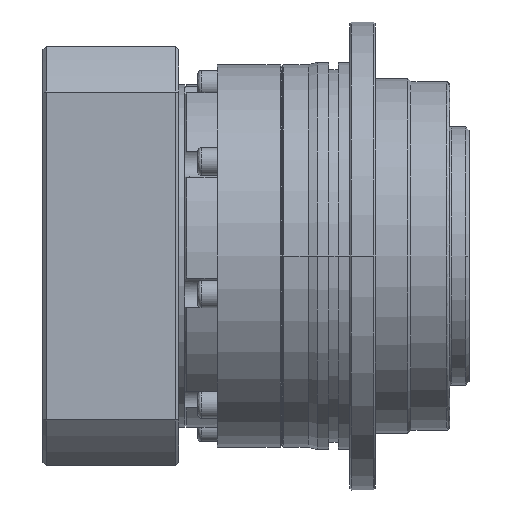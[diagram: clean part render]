
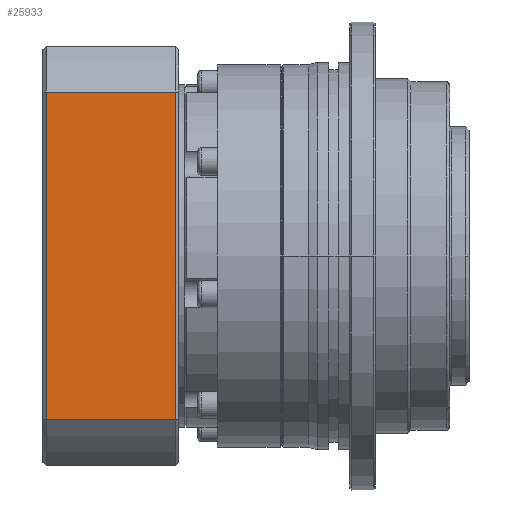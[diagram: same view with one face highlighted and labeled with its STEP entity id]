
A CAD part, front view. The second image highlights one B-rep face of the part: STEP entity #25933.
In plain terms, the highlighted planar face has unit normal (0, -1, 0).
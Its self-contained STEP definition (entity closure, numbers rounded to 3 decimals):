
#423 = EDGE_CURVE ( 'NONE', #23447, #26793, #26350, .T. ) ;
#436 = CARTESIAN_POINT ( 'NONE',  ( -50.806, -65., 0. ) ) ;
#2608 = ORIENTED_EDGE ( 'NONE', *, *, #17173, .F. ) ;
#3253 = VERTEX_POINT ( 'NONE', #14297 ) ;
#3397 = VERTEX_POINT ( 'NONE', #5847 ) ;
#3779 = CARTESIAN_POINT ( 'NONE',  ( -50.806, -65., 6. ) ) ;
#3806 = DIRECTION ( 'NONE',  ( 1., 0., 0. ) ) ;
#3849 = EDGE_CURVE ( 'NONE', #3253, #3397, #7465, .T. ) ;
#4393 = CARTESIAN_POINT ( 'NONE',  ( -25.403, -65., 6. ) ) ;
#4562 = VECTOR ( 'NONE', #26726, 1000. ) ;
#4762 = LINE ( 'NONE', #14144, #10303 ) ;
#5120 = PLANE ( 'NONE',  #16147 ) ;
#5207 = CARTESIAN_POINT ( 'NONE',  ( -50.806, -65., 47. ) ) ;
#5847 = CARTESIAN_POINT ( 'NONE',  ( 50.806, -65., 6. ) ) ;
#7242 = DIRECTION ( 'NONE',  ( -1., 0., 0. ) ) ;
#7465 = LINE ( 'NONE', #15860, #13189 ) ;
#9291 = ORIENTED_EDGE ( 'NONE', *, *, #3849, .F. ) ;
#10303 = VECTOR ( 'NONE', #3806, 1000. ) ;
#12805 = ORIENTED_EDGE ( 'NONE', *, *, #18294, .F. ) ;
#13189 = VECTOR ( 'NONE', #15888, 1000. ) ;
#14144 = CARTESIAN_POINT ( 'NONE',  ( -50.806, -65., 46. ) ) ;
#14297 = CARTESIAN_POINT ( 'NONE',  ( 50.806, -65., 46. ) ) ;
#15860 = CARTESIAN_POINT ( 'NONE',  ( 50.806, -65., 0. ) ) ;
#15888 = DIRECTION ( 'NONE',  ( 0., 0., -1. ) ) ;
#16147 = AXIS2_PLACEMENT_3D ( 'NONE', #5207, #19956, #7242 ) ;
#16863 = CARTESIAN_POINT ( 'NONE',  ( -50.806, -65., 46. ) ) ;
#17173 = EDGE_CURVE ( 'NONE', #3397, #23447, #27021, .T. ) ;
#18294 = EDGE_CURVE ( 'NONE', #26793, #3253, #4762, .T. ) ;
#18385 = EDGE_LOOP ( 'NONE', ( #9291, #12805, #20569, #2608 ) ) ;
#19027 = DIRECTION ( 'NONE',  ( -1., 0., 0. ) ) ;
#19956 = DIRECTION ( 'NONE',  ( 0., 1., 0. ) ) ;
#20569 = ORIENTED_EDGE ( 'NONE', *, *, #423, .F. ) ;
#23447 = VERTEX_POINT ( 'NONE', #3779 ) ;
#23639 = FACE_OUTER_BOUND ( 'NONE', #18385, .T. ) ;
#25933 = ADVANCED_FACE ( 'NONE', ( #23639 ), #5120, .F. ) ;
#26350 = LINE ( 'NONE', #436, #4562 ) ;
#26351 = VECTOR ( 'NONE', #19027, 1000. ) ;
#26726 = DIRECTION ( 'NONE',  ( 0., 0., 1. ) ) ;
#26793 = VERTEX_POINT ( 'NONE', #16863 ) ;
#27021 = LINE ( 'NONE', #4393, #26351 ) ;
